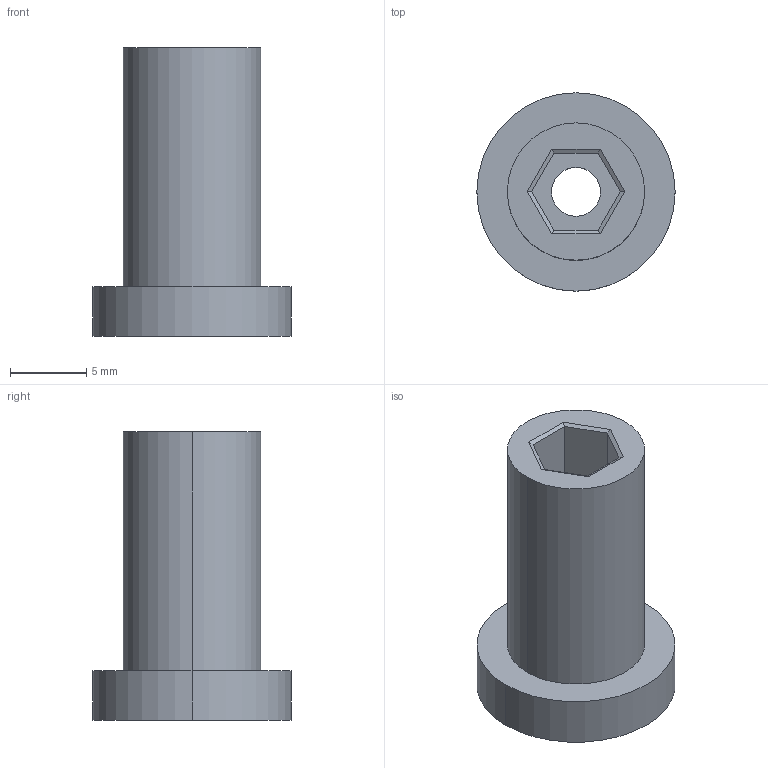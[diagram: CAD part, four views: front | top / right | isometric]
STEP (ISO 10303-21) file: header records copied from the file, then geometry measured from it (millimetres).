
FILE_DESCRIPTION (( 'STEP AP214' ), '1' );
FILE_NAME ('REV-41-1558.STEP', '2020-06-18T16:02:06', ( '' ), ( '' ), 'SwSTEP 2.0', 'SolidWorks 2019', '' );
FILE_SCHEMA (( 'AUTOMOTIVE_DESIGN' ));
Length unit declared in the file: millimetre
Products named in the file (1): REV-41-1558
Bounding box: 13 x 13 x 18.91 mm (x, y, z)
Volume: 1053.9 mm3; surface area: 1177.4 mm2
Topology: 1 solids, 1 shells, 139 faces, 396 edges, 262 vertices
Faces by surface type: cylinder 72, plane 67
Entity records: 4604 total; most frequent: DIRECTION 820, CARTESIAN_POINT 798, ORIENTED_EDGE 792, EDGE_CURVE 396, AXIS2_PLACEMENT_3D 284, VERTEX_POINT 262, LINE 252, VECTOR 252
